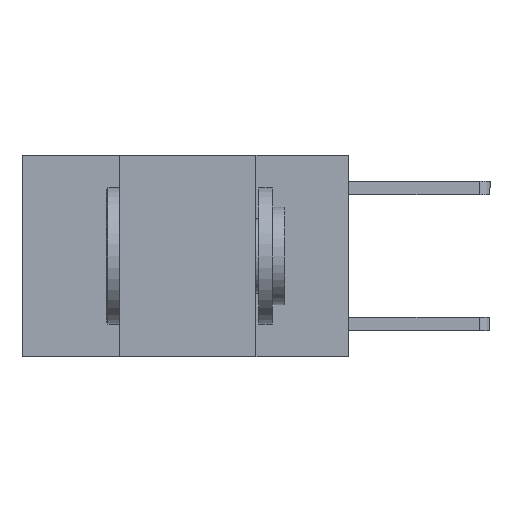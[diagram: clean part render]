
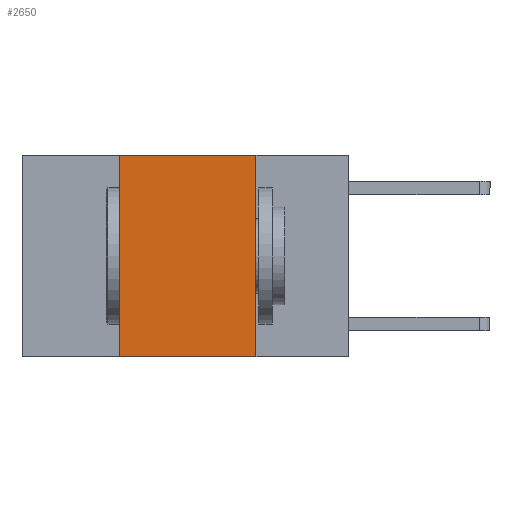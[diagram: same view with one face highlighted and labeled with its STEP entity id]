
A CAD part, left-side view. The second image highlights one B-rep face of the part: STEP entity #2650.
In plain terms, the highlighted planar face has unit normal (-1, 0, 0).
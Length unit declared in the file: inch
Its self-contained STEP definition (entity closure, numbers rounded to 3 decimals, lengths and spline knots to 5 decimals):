
#452 = VERTEX_POINT ( 'NONE', #2420 ) ;
#500 = CARTESIAN_POINT ( 'NONE',  ( 0., 0.17, 0. ) ) ;
#525 = AXIS2_PLACEMENT_3D ( 'NONE', #6584, #1735, #6440 ) ;
#1077 = PLANE ( 'NONE',  #525 ) ;
#1117 = EDGE_CURVE ( 'NONE', #3302, #10004, #2095, .T. ) ;
#1123 = DIRECTION ( 'NONE',  ( 0., -1., 0. ) ) ;
#1735 = DIRECTION ( 'NONE',  ( 1., 0., 0. ) ) ;
#1921 = CARTESIAN_POINT ( 'NONE',  ( 0., 0.42, 0. ) ) ;
#2095 = LINE ( 'NONE', #4083, #3172 ) ;
#2420 = CARTESIAN_POINT ( 'NONE',  ( 0., 0.42, -0.37 ) ) ;
#2620 = EDGE_CURVE ( 'NONE', #4614, #3302, #6490, .T. ) ;
#2641 = FACE_OUTER_BOUND ( 'NONE', #8897, .T. ) ;
#2650 = ADVANCED_FACE ( 'NONE', ( #2641 ), #1077, .F. ) ;
#2677 = LINE ( 'NONE', #1921, #8395 ) ;
#3172 = VECTOR ( 'NONE', #5540, 39.37008 ) ;
#3302 = VERTEX_POINT ( 'NONE', #500 ) ;
#3981 = CARTESIAN_POINT ( 'NONE',  ( 0., 0.17, -0.37 ) ) ;
#4083 = CARTESIAN_POINT ( 'NONE',  ( 0., 0.17, 0. ) ) ;
#4194 = EDGE_CURVE ( 'NONE', #452, #10004, #6108, .T. ) ;
#4274 = ORIENTED_EDGE ( 'NONE', *, *, #1117, .F. ) ;
#4614 = VERTEX_POINT ( 'NONE', #6194 ) ;
#5230 = ORIENTED_EDGE ( 'NONE', *, *, #5866, .F. ) ;
#5428 = ORIENTED_EDGE ( 'NONE', *, *, #4194, .T. ) ;
#5450 = DIRECTION ( 'NONE',  ( 0., -1., 0. ) ) ;
#5527 = VECTOR ( 'NONE', #5450, 39.37008 ) ;
#5540 = DIRECTION ( 'NONE',  ( 0., 0., -1. ) ) ;
#5866 = EDGE_CURVE ( 'NONE', #452, #4614, #2677, .T. ) ;
#6108 = LINE ( 'NONE', #6821, #5527 ) ;
#6194 = CARTESIAN_POINT ( 'NONE',  ( 0., 0.42, 0. ) ) ;
#6440 = DIRECTION ( 'NONE',  ( 0., 0., -1. ) ) ;
#6490 = LINE ( 'NONE', #8878, #6665 ) ;
#6584 = CARTESIAN_POINT ( 'NONE',  ( 0., 0.6, 0. ) ) ;
#6665 = VECTOR ( 'NONE', #1123, 39.37008 ) ;
#6821 = CARTESIAN_POINT ( 'NONE',  ( 0., 0.6, -0.37 ) ) ;
#8104 = DIRECTION ( 'NONE',  ( 0., 0., 1. ) ) ;
#8395 = VECTOR ( 'NONE', #8104, 39.37008 ) ;
#8878 = CARTESIAN_POINT ( 'NONE',  ( 0., 0.6, 0. ) ) ;
#8897 = EDGE_LOOP ( 'NONE', ( #4274, #9221, #5230, #5428 ) ) ;
#9221 = ORIENTED_EDGE ( 'NONE', *, *, #2620, .F. ) ;
#10004 = VERTEX_POINT ( 'NONE', #3981 ) ;
